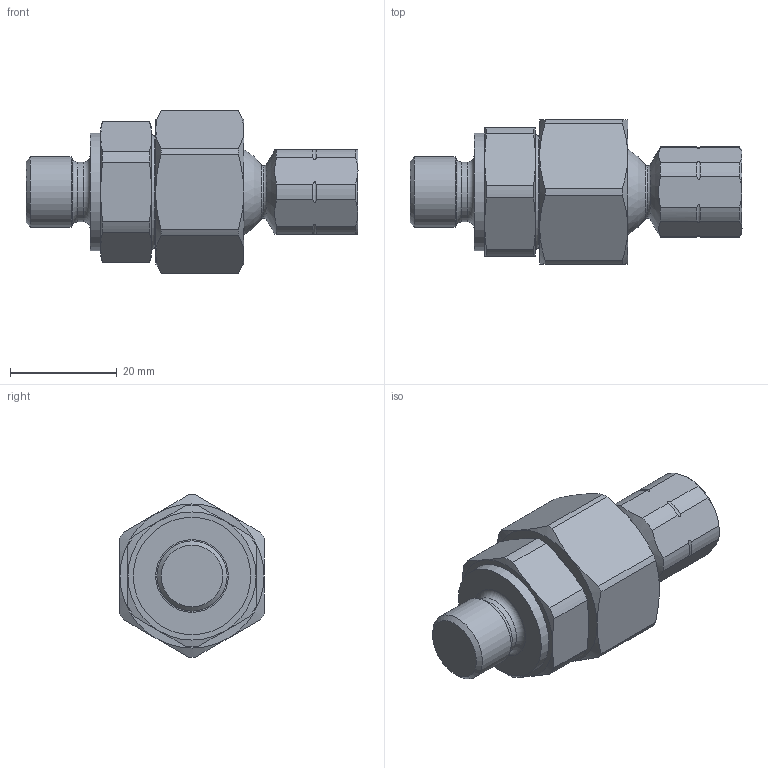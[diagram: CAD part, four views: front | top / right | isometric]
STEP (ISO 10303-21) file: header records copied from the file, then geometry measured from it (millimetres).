
FILE_DESCRIPTION(/* description */ ('Unknown'),/* implementation_level */ '2;1');
FILE_NAME(/* name */ '33841__Einstellbarer_Düsenhalter_ST-3___-_00415896',/* time_stamp */ '2021-02-17T08:19:46+01:00',/* author */ ('Unknown'),/* organization */ ('Unknown'),/* preprocessor_version */ 'ST-DEVELOPER v16.7',/* originating_system */ 'Solid Edge',/* authorisation */ 'Unknown');
FILE_SCHEMA (('AUTOMOTIVE_DESIGN {1 0 10303 214 3 1 1}'));
Length unit declared in the file: millimetre
Products named in the file (1): 33841__Einstellbarer_Düsenhalter_ST-3___-_004158962
Bounding box: 62.21 x 27 x 30.5 mm (x, y, z)
Volume: 21632.4 mm3; surface area: 6223.1 mm2
Topology: 1 solids, 1 shells, 291 faces, 717 edges, 464 vertices
Faces by surface type: plane 148, bspline 63, cone 37, cylinder 29, torus 12, sphere 2
Full cylindrical faces by diameter (mm): 9.8 x1, 11.2 x1, 13.157 x1, 21 x1, 22 x1
Entity records: 12553 total; most frequent: CARTESIAN_POINT 4253, ORIENTED_EDGE 1370, DIRECTION 1038, EDGE_CURVE 685, VERTEX_POINT 459, LINE 378, VECTOR 378, EDGE_LOOP 354
